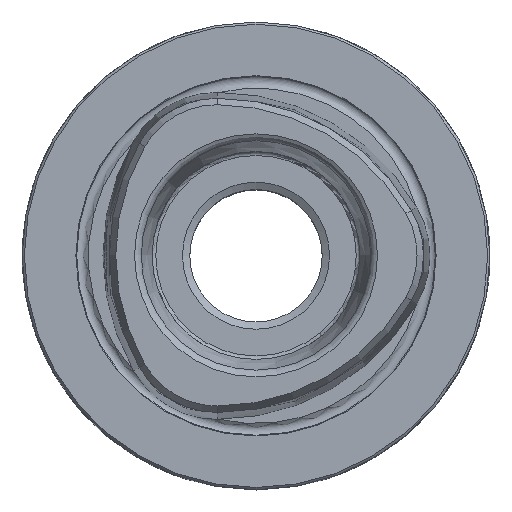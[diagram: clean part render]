
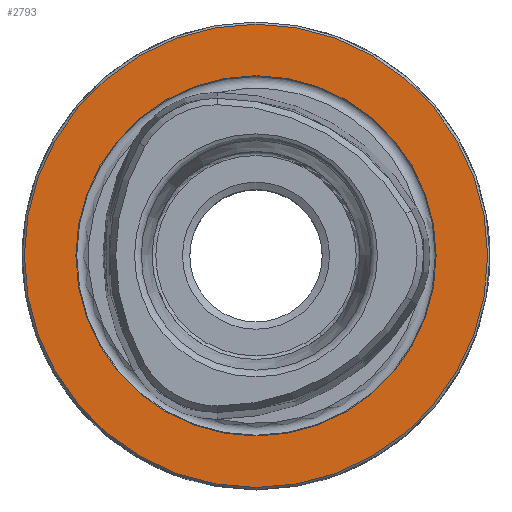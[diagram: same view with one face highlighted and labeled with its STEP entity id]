
A CAD part, top view. The second image highlights one B-rep face of the part: STEP entity #2793.
In plain terms, the highlighted planar face has unit normal (0, 0, 1).
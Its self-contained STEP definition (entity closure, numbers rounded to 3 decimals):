
#239=PLANE('',#2988);
#441=ORIENTED_EDGE('',*,*,#802,.T.);
#442=ORIENTED_EDGE('',*,*,#876,.F.);
#802=EDGE_CURVE('',#1044,#1044,#1216,.T.);
#876=EDGE_CURVE('',#1097,#1097,#1233,.T.);
#1044=VERTEX_POINT('',#3818);
#1097=VERTEX_POINT('',#4067);
#1216=CIRCLE('',#2933,31.2);
#1233=CIRCLE('',#2989,24.264);
#1382=EDGE_LOOP('',(#441));
#1383=EDGE_LOOP('',(#442));
#1592=FACE_BOUND('',#1382,.T.);
#1593=FACE_BOUND('',#1383,.T.);
#2793=ADVANCED_FACE('',(#1592,#1593),#239,.T.);
#2933=AXIS2_PLACEMENT_3D('',#3817,#3241,#3242);
#2988=AXIS2_PLACEMENT_3D('',#4065,#3381,#3382);
#2989=AXIS2_PLACEMENT_3D('',#4066,#3383,#3384);
#3241=DIRECTION('',(0.,0.,1.));
#3242=DIRECTION('',(1.,0.,0.));
#3381=DIRECTION('',(0.,0.,1.));
#3382=DIRECTION('',(1.,0.,0.));
#3383=DIRECTION('',(0.,0.,1.));
#3384=DIRECTION('',(1.,0.,0.));
#3817=CARTESIAN_POINT('',(0.,0.,0.));
#3818=CARTESIAN_POINT('',(31.2,0.,0.));
#4065=CARTESIAN_POINT('',(24.2,0.,0.));
#4066=CARTESIAN_POINT('',(0.,0.,0.));
#4067=CARTESIAN_POINT('',(24.264,0.,0.));
